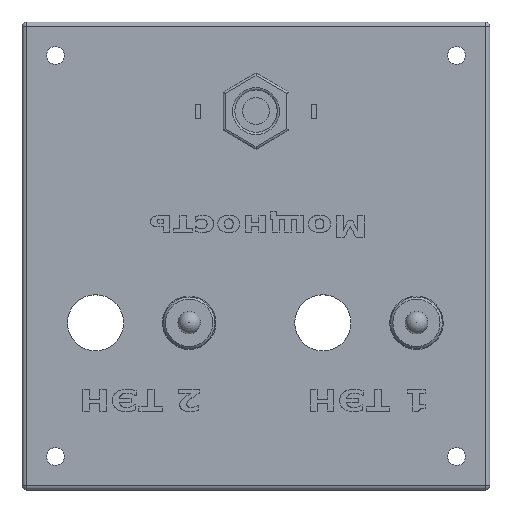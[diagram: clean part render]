
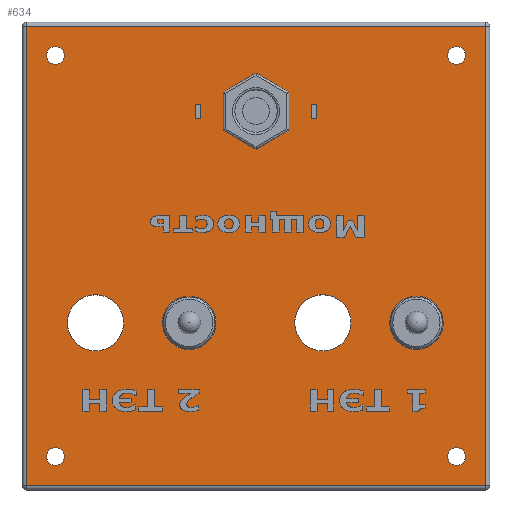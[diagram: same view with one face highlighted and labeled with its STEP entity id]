
A CAD part, top view. The second image highlights one B-rep face of the part: STEP entity #634.
In plain terms, the highlighted planar face has unit normal (0, 0, 1).
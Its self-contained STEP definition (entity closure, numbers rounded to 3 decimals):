
#634=ADVANCED_FACE('',(#1101,#1103,#1105,#1107,#1109,#1111,#1113,#1115,#1117,#1119,
#1121,#1123),#1125,.T.);
#1101=FACE_BOUND('',#1102,.T.);
#1102=EDGE_LOOP('',(#4110,#4111,#4112,#4113));
#1103=FACE_BOUND('',#1104,.T.);
#1104=EDGE_LOOP('',(#4114,#4115,#4116,#4117));
#1105=FACE_BOUND('',#1106,.T.);
#1106=EDGE_LOOP('',(#4118,#4119,#4120,#4121));
#1107=FACE_BOUND('',#1108,.T.);
#1108=EDGE_LOOP('',(#4122));
#1109=FACE_BOUND('',#1110,.T.);
#1110=EDGE_LOOP('',(#4123));
#1111=FACE_BOUND('',#1112,.T.);
#1112=EDGE_LOOP('',(#4124));
#1113=FACE_BOUND('',#1114,.T.);
#1114=EDGE_LOOP('',(#4125));
#1115=FACE_BOUND('',#1116,.T.);
#1116=EDGE_LOOP('',(#4126));
#1117=FACE_BOUND('',#1118,.T.);
#1118=EDGE_LOOP('',(#4127));
#1119=FACE_BOUND('',#1120,.T.);
#1120=EDGE_LOOP('',(#4128));
#1121=FACE_BOUND('',#1122,.T.);
#1122=EDGE_LOOP('',(#4129,#4130,#4131,#4132,#4133,#4134));
#1123=FACE_BOUND('',#1124,.T.);
#1124=EDGE_LOOP('',(#4135,#4136,#4137,#4138,#4139,#4140));
#1125=PLANE('',#1126);
#1126=AXIS2_PLACEMENT_3D('',#1127,#1128,#1129);
#1127=CARTESIAN_POINT('',(0.,0.,3.));
#1128=DIRECTION('',(0.,0.,1.));
#1129=DIRECTION('',(-1.,0.,0.));
#4110=ORIENTED_EDGE('',*,*,#6880,.T.);
#4111=ORIENTED_EDGE('',*,*,#6881,.T.);
#4112=ORIENTED_EDGE('',*,*,#6882,.T.);
#4113=ORIENTED_EDGE('',*,*,#6883,.T.);
#4114=ORIENTED_EDGE('',*,*,#6884,.T.);
#4115=ORIENTED_EDGE('',*,*,#6885,.T.);
#4116=ORIENTED_EDGE('',*,*,#6886,.T.);
#4117=ORIENTED_EDGE('',*,*,#6887,.T.);
#4118=ORIENTED_EDGE('',*,*,#6888,.T.);
#4119=ORIENTED_EDGE('',*,*,#6889,.T.);
#4120=ORIENTED_EDGE('',*,*,#6890,.T.);
#4121=ORIENTED_EDGE('',*,*,#6891,.T.);
#4122=ORIENTED_EDGE('',*,*,#6892,.T.);
#4123=ORIENTED_EDGE('',*,*,#6893,.T.);
#4124=ORIENTED_EDGE('',*,*,#6894,.T.);
#4125=ORIENTED_EDGE('',*,*,#6895,.T.);
#4126=ORIENTED_EDGE('',*,*,#6896,.T.);
#4127=ORIENTED_EDGE('',*,*,#6897,.T.);
#4128=ORIENTED_EDGE('',*,*,#6898,.T.);
#4129=ORIENTED_EDGE('',*,*,#6899,.F.);
#4130=ORIENTED_EDGE('',*,*,#6900,.T.);
#4131=ORIENTED_EDGE('',*,*,#6901,.F.);
#4132=ORIENTED_EDGE('',*,*,#6902,.T.);
#4133=ORIENTED_EDGE('',*,*,#6903,.T.);
#4134=ORIENTED_EDGE('',*,*,#6904,.T.);
#4135=ORIENTED_EDGE('',*,*,#6905,.F.);
#4136=ORIENTED_EDGE('',*,*,#6906,.T.);
#4137=ORIENTED_EDGE('',*,*,#6907,.F.);
#4138=ORIENTED_EDGE('',*,*,#6908,.T.);
#4139=ORIENTED_EDGE('',*,*,#6909,.T.);
#4140=ORIENTED_EDGE('',*,*,#6910,.T.);
#6880=EDGE_CURVE('',#8041,#8042,#8043,.T.);
#6881=EDGE_CURVE('',#8042,#8044,#8045,.T.);
#6882=EDGE_CURVE('',#8044,#8046,#8047,.T.);
#6883=EDGE_CURVE('',#8046,#8041,#8048,.T.);
#6884=EDGE_CURVE('',#8049,#8050,#8051,.F.);
#6885=EDGE_CURVE('',#8050,#8052,#8053,.F.);
#6886=EDGE_CURVE('',#8052,#8054,#8055,.F.);
#6887=EDGE_CURVE('',#8054,#8049,#8056,.F.);
#6888=EDGE_CURVE('',#8057,#8058,#8059,.F.);
#6889=EDGE_CURVE('',#8058,#8060,#8061,.F.);
#6890=EDGE_CURVE('',#8060,#8062,#8063,.F.);
#6891=EDGE_CURVE('',#8062,#8057,#8064,.F.);
#6892=EDGE_CURVE('',#8065,#8065,#8066,.F.);
#6893=EDGE_CURVE('',#8067,#8067,#8068,.F.);
#6894=EDGE_CURVE('',#8069,#8069,#8070,.F.);
#6895=EDGE_CURVE('',#8071,#8071,#8072,.F.);
#6896=EDGE_CURVE('',#8073,#8073,#8074,.F.);
#6897=EDGE_CURVE('',#8075,#8075,#8076,.F.);
#6898=EDGE_CURVE('',#8077,#8077,#8078,.F.);
#6899=EDGE_CURVE('',#8079,#8080,#8081,.F.);
#6900=EDGE_CURVE('',#8079,#8082,#8083,.T.);
#6901=EDGE_CURVE('',#8084,#8082,#8085,.F.);
#6902=EDGE_CURVE('',#8084,#8086,#8087,.T.);
#6903=EDGE_CURVE('',#8086,#8088,#8089,.F.);
#6904=EDGE_CURVE('',#8088,#8080,#8090,.T.);
#6905=EDGE_CURVE('',#8091,#8092,#8093,.F.);
#6906=EDGE_CURVE('',#8091,#8094,#8095,.T.);
#6907=EDGE_CURVE('',#8096,#8094,#8097,.F.);
#6908=EDGE_CURVE('',#8096,#8098,#8099,.T.);
#6909=EDGE_CURVE('',#8098,#8100,#8101,.F.);
#6910=EDGE_CURVE('',#8100,#8092,#8102,.T.);
#8041=VERTEX_POINT('',#9999);
#8042=VERTEX_POINT('',#10000);
#8043=LINE('',#10001,#10002);
#8044=VERTEX_POINT('',#10004);
#8045=LINE('',#10005,#10006);
#8046=VERTEX_POINT('',#10008);
#8047=LINE('',#10009,#10010);
#8048=LINE('',#10012,#10013);
#8049=VERTEX_POINT('',#10015);
#8050=VERTEX_POINT('',#10016);
#8051=LINE('',#10017,#10018);
#8052=VERTEX_POINT('',#10020);
#8053=LINE('',#10021,#10022);
#8054=VERTEX_POINT('',#10024);
#8055=LINE('',#10025,#10026);
#8056=LINE('',#10028,#10029);
#8057=VERTEX_POINT('',#10031);
#8058=VERTEX_POINT('',#10032);
#8059=LINE('',#10033,#10034);
#8060=VERTEX_POINT('',#10036);
#8061=LINE('',#10037,#10038);
#8062=VERTEX_POINT('',#10040);
#8063=LINE('',#10041,#10042);
#8064=LINE('',#10044,#10045);
#8065=VERTEX_POINT('',#10047);
#8066=CIRCLE('',#10048,6.3);
#8067=VERTEX_POINT('',#10052);
#8068=CIRCLE('',#10053,6.3);
#8069=VERTEX_POINT('',#10057);
#8070=CIRCLE('',#10058,5.);
#8071=VERTEX_POINT('',#10062);
#8072=CIRCLE('',#10063,2.);
#8073=VERTEX_POINT('',#10067);
#8074=CIRCLE('',#10068,2.);
#8075=VERTEX_POINT('',#10072);
#8076=CIRCLE('',#10073,2.);
#8077=VERTEX_POINT('',#10077);
#8078=CIRCLE('',#10078,2.);
#8079=VERTEX_POINT('',#10082);
#8080=VERTEX_POINT('',#10083);
#8081=CIRCLE('',#10084,0.5);
#8082=VERTEX_POINT('',#10088);
#8083=LINE('',#10089,#10090);
#8084=VERTEX_POINT('',#10092);
#8085=CIRCLE('',#10093,0.5);
#8086=VERTEX_POINT('',#10097);
#8087=LINE('',#10098,#10099);
#8088=VERTEX_POINT('',#10101);
#8089=CIRCLE('',#10102,6.);
#8090=LINE('',#10106,#10107);
#8091=VERTEX_POINT('',#10109);
#8092=VERTEX_POINT('',#10110);
#8093=CIRCLE('',#10111,0.5);
#8094=VERTEX_POINT('',#10115);
#8095=LINE('',#10116,#10117);
#8096=VERTEX_POINT('',#10119);
#8097=CIRCLE('',#10120,0.5);
#8098=VERTEX_POINT('',#10124);
#8099=LINE('',#10125,#10126);
#8100=VERTEX_POINT('',#10128);
#8101=CIRCLE('',#10129,6.);
#8102=LINE('',#10133,#10134);
#9999=CARTESIAN_POINT('',(-51.5,51.5,3.));
#10000=CARTESIAN_POINT('',(-51.5,-51.5,3.));
#10001=CARTESIAN_POINT('',(-51.5,51.5,3.));
#10002=VECTOR('',#10003,1.);
#10003=DIRECTION('',(0.,-1.,0.));
#10004=CARTESIAN_POINT('',(51.5,-51.5,3.));
#10005=CARTESIAN_POINT('',(-51.5,-51.5,3.));
#10006=VECTOR('',#10007,1.);
#10007=DIRECTION('',(1.,0.,0.));
#10008=CARTESIAN_POINT('',(51.5,51.5,3.));
#10009=CARTESIAN_POINT('',(51.5,-51.5,3.));
#10010=VECTOR('',#10011,1.);
#10011=DIRECTION('',(0.,1.,0.));
#10012=CARTESIAN_POINT('',(51.5,51.5,3.));
#10013=VECTOR('',#10014,1.);
#10014=DIRECTION('',(-1.,0.,0.));
#10015=CARTESIAN_POINT('',(12.4,30.9,3.));
#10016=CARTESIAN_POINT('',(12.4,34.1,3.));
#10017=CARTESIAN_POINT('',(12.4,34.1,3.));
#10018=VECTOR('',#10019,1.);
#10019=DIRECTION('',(0.,-1.,0.));
#10020=CARTESIAN_POINT('',(13.6,34.1,3.));
#10021=CARTESIAN_POINT('',(13.6,34.1,3.));
#10022=VECTOR('',#10023,1.);
#10023=DIRECTION('',(-1.,0.,0.));
#10024=CARTESIAN_POINT('',(13.6,30.9,3.));
#10025=CARTESIAN_POINT('',(13.6,30.9,3.));
#10026=VECTOR('',#10027,1.);
#10027=DIRECTION('',(0.,1.,0.));
#10028=CARTESIAN_POINT('',(12.4,30.9,3.));
#10029=VECTOR('',#10030,1.);
#10030=DIRECTION('',(1.,0.,0.));
#10031=CARTESIAN_POINT('',(-13.6,30.9,3.));
#10032=CARTESIAN_POINT('',(-13.6,34.1,3.));
#10033=CARTESIAN_POINT('',(-13.6,34.1,3.));
#10034=VECTOR('',#10035,1.);
#10035=DIRECTION('',(0.,-1.,0.));
#10036=CARTESIAN_POINT('',(-12.4,34.1,3.));
#10037=CARTESIAN_POINT('',(-12.4,34.1,3.));
#10038=VECTOR('',#10039,1.);
#10039=DIRECTION('',(-1.,0.,0.));
#10040=CARTESIAN_POINT('',(-12.4,30.9,3.));
#10041=CARTESIAN_POINT('',(-12.4,30.9,3.));
#10042=VECTOR('',#10043,1.);
#10043=DIRECTION('',(0.,1.,0.));
#10044=CARTESIAN_POINT('',(-13.6,30.9,3.));
#10045=VECTOR('',#10046,1.);
#10046=DIRECTION('',(1.,0.,0.));
#10047=CARTESIAN_POINT('',(8.7,-15.,3.));
#10048=AXIS2_PLACEMENT_3D('',#10049,#10050,#10051);
#10049=CARTESIAN_POINT('',(15.,-15.,3.));
#10050=DIRECTION('',(0.,0.,1.));
#10051=DIRECTION('',(-1.,0.,0.));
#10052=CARTESIAN_POINT('',(-42.3,-15.,3.));
#10053=AXIS2_PLACEMENT_3D('',#10054,#10055,#10056);
#10054=CARTESIAN_POINT('',(-36.,-15.,3.));
#10055=DIRECTION('',(0.,0.,1.));
#10056=DIRECTION('',(-1.,0.,0.));
#10057=CARTESIAN_POINT('',(-5.,32.5,3.));
#10058=AXIS2_PLACEMENT_3D('',#10059,#10060,#10061);
#10059=CARTESIAN_POINT('',(0.,32.5,3.));
#10060=DIRECTION('',(0.,0.,1.));
#10061=DIRECTION('',(-1.,0.,0.));
#10062=CARTESIAN_POINT('',(-47.,-45.,3.));
#10063=AXIS2_PLACEMENT_3D('',#10064,#10065,#10066);
#10064=CARTESIAN_POINT('',(-45.,-45.,3.));
#10065=DIRECTION('',(0.,0.,1.));
#10066=DIRECTION('',(-1.,0.,0.));
#10067=CARTESIAN_POINT('',(43.,-45.,3.));
#10068=AXIS2_PLACEMENT_3D('',#10069,#10070,#10071);
#10069=CARTESIAN_POINT('',(45.,-45.,3.));
#10070=DIRECTION('',(0.,0.,1.));
#10071=DIRECTION('',(-1.,0.,0.));
#10072=CARTESIAN_POINT('',(-47.,45.,3.));
#10073=AXIS2_PLACEMENT_3D('',#10074,#10075,#10076);
#10074=CARTESIAN_POINT('',(-45.,45.,3.));
#10075=DIRECTION('',(0.,0.,1.));
#10076=DIRECTION('',(-1.,0.,0.));
#10077=CARTESIAN_POINT('',(43.,45.,3.));
#10078=AXIS2_PLACEMENT_3D('',#10079,#10080,#10081);
#10079=CARTESIAN_POINT('',(45.,45.,3.));
#10080=DIRECTION('',(0.,0.,1.));
#10081=DIRECTION('',(-1.,0.,0.));
#10082=CARTESIAN_POINT('',(-15.3,-10.,3.));
#10083=CARTESIAN_POINT('',(-15.8,-9.5,3.));
#10084=AXIS2_PLACEMENT_3D('',#10085,#10086,#10087);
#10085=CARTESIAN_POINT('',(-15.3,-9.5,3.));
#10086=DIRECTION('',(0.,0.,1.));
#10087=DIRECTION('',(-1.,0.,0.));
#10088=CARTESIAN_POINT('',(-14.7,-10.,3.));
#10089=CARTESIAN_POINT('',(-15.3,-10.,3.));
#10090=VECTOR('',#10091,1.);
#10091=DIRECTION('',(1.,0.,0.));
#10092=CARTESIAN_POINT('',(-14.2,-9.5,3.));
#10093=AXIS2_PLACEMENT_3D('',#10094,#10095,#10096);
#10094=CARTESIAN_POINT('',(-14.7,-9.5,3.));
#10095=DIRECTION('',(0.,0.,1.));
#10096=DIRECTION('',(0.,-1.,0.));
#10097=CARTESIAN_POINT('',(-14.2,-9.054,3.));
#10098=CARTESIAN_POINT('',(-14.2,-9.5,3.));
#10099=VECTOR('',#10100,1.);
#10100=DIRECTION('',(0.,1.,0.));
#10101=CARTESIAN_POINT('',(-15.8,-9.054,3.));
#10102=AXIS2_PLACEMENT_3D('',#10103,#10104,#10105);
#10103=CARTESIAN_POINT('',(-15.,-15.,3.));
#10104=DIRECTION('',(0.,0.,1.));
#10105=DIRECTION('',(-0.133,0.991,0.));
#10106=CARTESIAN_POINT('',(-15.8,-9.054,3.));
#10107=VECTOR('',#10108,1.);
#10108=DIRECTION('',(0.,-1.,0.));
#10109=CARTESIAN_POINT('',(35.7,-10.,3.));
#10110=CARTESIAN_POINT('',(35.2,-9.5,3.));
#10111=AXIS2_PLACEMENT_3D('',#10112,#10113,#10114);
#10112=CARTESIAN_POINT('',(35.7,-9.5,3.));
#10113=DIRECTION('',(0.,0.,1.));
#10114=DIRECTION('',(-1.,0.,0.));
#10115=CARTESIAN_POINT('',(36.3,-10.,3.));
#10116=CARTESIAN_POINT('',(35.7,-10.,3.));
#10117=VECTOR('',#10118,1.);
#10118=DIRECTION('',(1.,0.,0.));
#10119=CARTESIAN_POINT('',(36.8,-9.5,3.));
#10120=AXIS2_PLACEMENT_3D('',#10121,#10122,#10123);
#10121=CARTESIAN_POINT('',(36.3,-9.5,3.));
#10122=DIRECTION('',(0.,0.,1.));
#10123=DIRECTION('',(0.,-1.,0.));
#10124=CARTESIAN_POINT('',(36.8,-9.054,3.));
#10125=CARTESIAN_POINT('',(36.8,-9.5,3.));
#10126=VECTOR('',#10127,1.);
#10127=DIRECTION('',(0.,1.,0.));
#10128=CARTESIAN_POINT('',(35.2,-9.054,3.));
#10129=AXIS2_PLACEMENT_3D('',#10130,#10131,#10132);
#10130=CARTESIAN_POINT('',(36.,-15.,3.));
#10131=DIRECTION('',(0.,0.,1.));
#10132=DIRECTION('',(-0.133,0.991,0.));
#10133=CARTESIAN_POINT('',(35.2,-9.054,3.));
#10134=VECTOR('',#10135,1.);
#10135=DIRECTION('',(0.,-1.,0.));
